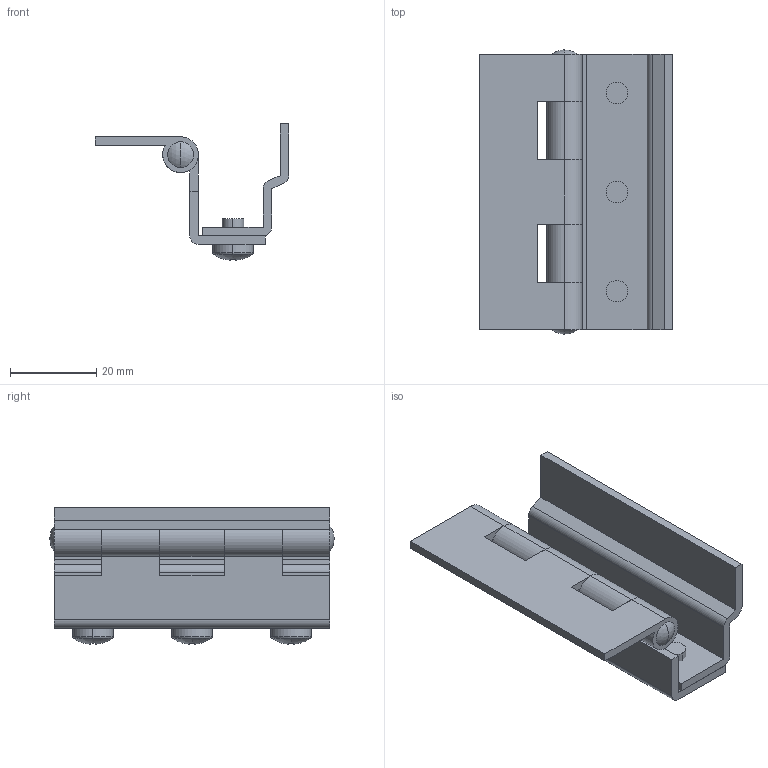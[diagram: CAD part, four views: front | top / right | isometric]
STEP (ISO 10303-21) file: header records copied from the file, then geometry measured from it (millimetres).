
FILE_DESCRIPTION (( 'STEP AP203' ), '1' );
FILE_NAME ('B-557.STEP', '2009-01-07T00:48:44', ( ' ' ), ( ' ' ), 'SwSTEP 2.0', 'SolidWorks 2007', '' );
FILE_SCHEMA (( 'CONFIG_CONTROL_DESIGN' ));
Length unit declared in the file: millimetre
Products named in the file (6): 廫帤寠晅側傋偹偠M5_M5亊6; B-557; B-557僺儞__棉太倌; B-557僸儞僕A__棉太倌; B-557僸儞僕B__棉太倌; B-557僸儞僕C_棉太倌
Assembly tree (7 placements, depth 2):
  B-557
    B-557僸儞僕C_棉太倌
    B-557僺儞__棉太倌
    廫帤寠晅側傋偹偠M5_M5亊6  x3
    B-557僸儞僕A__棉太倌
    B-557僸儞僕B__棉太倌
Bounding box: 45 x 66 x 31.63 mm (x, y, z)
Volume: 15342.6 mm3; surface area: 16912.8 mm2
Topology: 7 solids, 7 shells, 185 faces, 473 edges, 301 vertices
Faces by surface type: plane 93, cylinder 52, cone 18, torus 12, sphere 10
Entity records: 4369 total; most frequent: DIRECTION 685, CARTESIAN_POINT 653, ORIENTED_EDGE 606, EDGE_CURVE 303, AXIS2_PLACEMENT_3D 263, VERTEX_POINT 199, VECTOR 159, LINE 159
